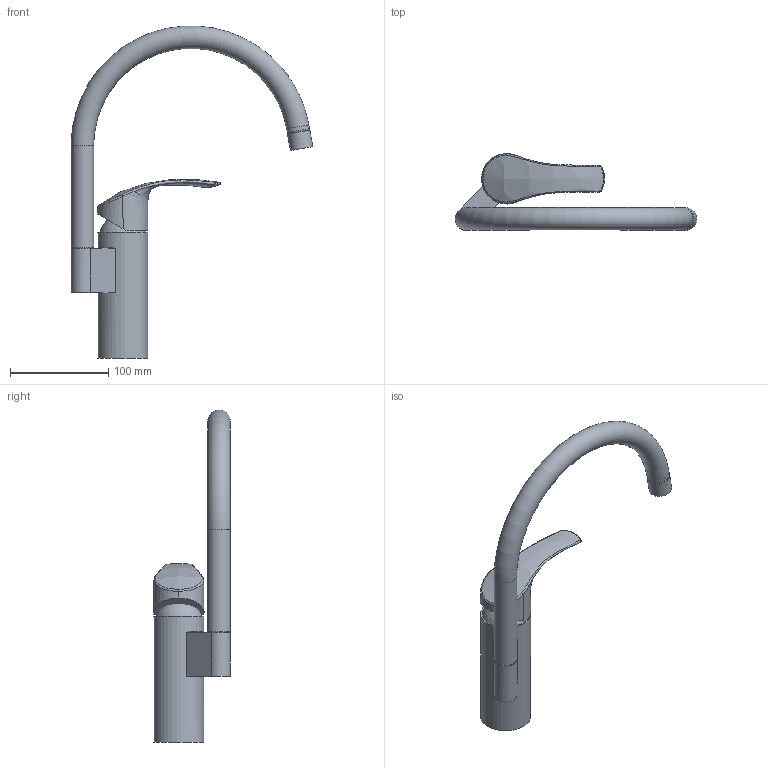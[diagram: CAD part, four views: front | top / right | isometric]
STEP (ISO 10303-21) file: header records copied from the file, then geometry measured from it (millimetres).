
FILE_DESCRIPTION(/* description */ ('Unknown'),/* implementation_level */ '2;1');
FILE_NAME(/* name */ '33202002',/* time_stamp */ '2022-09-07T18:03:00+02:00',/* author */ ('Unknown'),/* organization */ ('GROHE AG'),/* preprocessor_version */ 'ST-DEVELOPER v16.7',/* originating_system */ 'DEX',/* authorisation */ $);
FILE_SCHEMA (('AUTOMOTIVE_DESIGN {1 0 10303 214 3 1 1}'));
Length unit declared in the file: millimetre
Products named in the file (5): 33202002; 33202002_0; id77; 130531_NES2011_Lever35_51mm_Cutout_Lob
Assembly tree (4 placements, depth 2):
  33202002
    33202002
    33202002_0
    id77
    130531_NES2011_Lever35_51mm_Cutout_Lob
Bounding box: 246.16 x 78.28 x 338.32 mm (x, y, z)
Volume: 313189.3 mm3; surface area: 114679.8 mm2
Topology: 4 solids, 6 shells, 46 faces, 95 edges, 59 vertices
Faces by surface type: bspline 17, plane 13, cylinder 11, torus 4, sphere 1
Full cylindrical faces by diameter (mm): 20 x2, 22 x2, 23 x4, 23.15 x1, 51 x1
Entity records: 9267 total; most frequent: CARTESIAN_POINT 8187, ORIENTED_EDGE 151, DIRECTION 119, EDGE_CURVE 76, EDGE_LOOP 63, FACE_BOUND 63, VERTEX_POINT 56, AXIS2_PLACEMENT_3D 56
